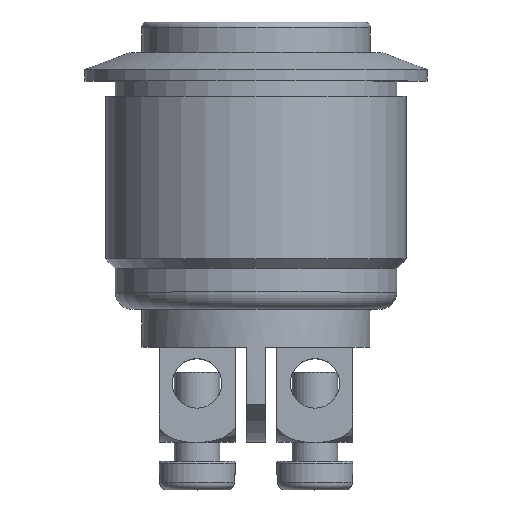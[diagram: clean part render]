
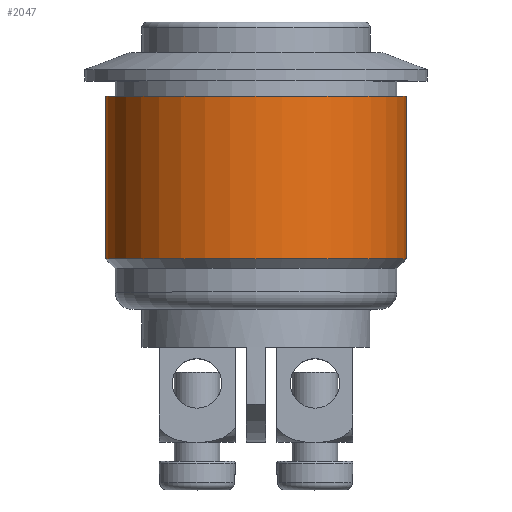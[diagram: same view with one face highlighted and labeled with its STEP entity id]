
A CAD part, top view. The second image highlights one B-rep face of the part: STEP entity #2047.
In plain terms, the highlighted cylindrical face has radius 7.9 mm (diameter 15.8 mm), a full revolution.
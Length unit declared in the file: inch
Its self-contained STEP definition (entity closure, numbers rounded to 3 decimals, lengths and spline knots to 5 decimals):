
#172=CYLINDRICAL_SURFACE('',#2198,0.31102);
#200=FACE_OUTER_BOUND('',#321,.T.);
#321=EDGE_LOOP('',(#1434,#1435,#1436,#1437,#1438,#1439));
#459=LINE('',#2999,#641);
#641=VECTOR('',#2411,0.31102);
#823=CIRCLE('',#2195,0.31102);
#824=CIRCLE('',#2196,0.31102);
#826=CIRCLE('',#2199,0.31102);
#827=CIRCLE('',#2200,0.31102);
#914=VERTEX_POINT('',#2991);
#915=VERTEX_POINT('',#2993);
#916=VERTEX_POINT('',#2998);
#917=VERTEX_POINT('',#3000);
#1122=EDGE_CURVE('',#914,#915,#823,.T.);
#1123=EDGE_CURVE('',#915,#914,#824,.T.);
#1125=EDGE_CURVE('',#915,#916,#459,.T.);
#1126=EDGE_CURVE('',#916,#917,#826,.T.);
#1127=EDGE_CURVE('',#917,#916,#827,.T.);
#1434=ORIENTED_EDGE('',*,*,#1122,.F.);
#1435=ORIENTED_EDGE('',*,*,#1123,.F.);
#1436=ORIENTED_EDGE('',*,*,#1125,.T.);
#1437=ORIENTED_EDGE('',*,*,#1126,.T.);
#1438=ORIENTED_EDGE('',*,*,#1127,.T.);
#1439=ORIENTED_EDGE('',*,*,#1125,.F.);
#2047=ADVANCED_FACE('',(#200),#172,.T.);
#2195=AXIS2_PLACEMENT_3D('',#2994,#2403,#2404);
#2196=AXIS2_PLACEMENT_3D('',#2995,#2405,#2406);
#2198=AXIS2_PLACEMENT_3D('',#2997,#2409,#2410);
#2199=AXIS2_PLACEMENT_3D('',#3001,#2412,#2413);
#2200=AXIS2_PLACEMENT_3D('',#3002,#2414,#2415);
#2403=DIRECTION('center_axis',(0.,-1.,0.));
#2404=DIRECTION('ref_axis',(-1.,0.,0.));
#2405=DIRECTION('center_axis',(0.,-1.,0.));
#2406=DIRECTION('ref_axis',(-1.,0.,0.));
#2409=DIRECTION('center_axis',(0.,-1.,0.));
#2410=DIRECTION('ref_axis',(1.,0.,0.));
#2411=DIRECTION('',(0.,1.,0.));
#2412=DIRECTION('center_axis',(0.,-1.,0.));
#2413=DIRECTION('ref_axis',(1.,0.,0.));
#2414=DIRECTION('center_axis',(0.,-1.,0.));
#2415=DIRECTION('ref_axis',(1.,0.,0.));
#2991=CARTESIAN_POINT('',(0.31102,0.10433,0.));
#2993=CARTESIAN_POINT('',(-0.31102,0.10433,0.));
#2994=CARTESIAN_POINT('Origin',(0.,0.10433,0.));
#2995=CARTESIAN_POINT('Origin',(0.,0.10433,0.));
#2997=CARTESIAN_POINT('Origin',(0.,0.27854,0.));
#2998=CARTESIAN_POINT('',(-0.31102,0.44094,0.));
#2999=CARTESIAN_POINT('',(-0.31102,0.27854,0.));
#3000=CARTESIAN_POINT('',(0.31102,0.44094,0.));
#3001=CARTESIAN_POINT('Origin',(0.,0.44094,0.));
#3002=CARTESIAN_POINT('Origin',(0.,0.44094,0.));
